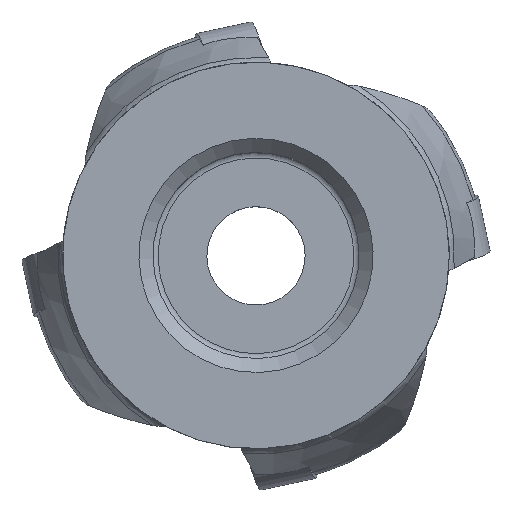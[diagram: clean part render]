
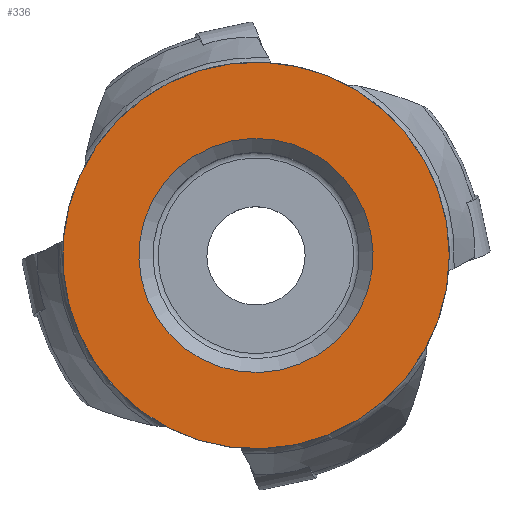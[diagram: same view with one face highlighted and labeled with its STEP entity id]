
A CAD part, top view. The second image highlights one B-rep face of the part: STEP entity #336.
In plain terms, the highlighted planar face has unit normal (0, 0, 1).
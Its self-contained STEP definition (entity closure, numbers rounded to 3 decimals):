
#153=FACE_BOUND('',#507,.T.);
#154=FACE_BOUND('',#508,.T.);
#184=PLANE('',#1612);
#336=ADVANCED_FACE('',(#153,#154),#184,.T.);
#507=EDGE_LOOP('',(#862));
#508=EDGE_LOOP('',(#863));
#580=CIRCLE('',#1579,20.65);
#585=CIRCLE('',#1590,12.505);
#862=ORIENTED_EDGE('',*,*,#1280,.F.);
#863=ORIENTED_EDGE('',*,*,#1285,.F.);
#1099=VERTEX_POINT('',#2753);
#1104=VERTEX_POINT('',#2769);
#1280=EDGE_CURVE('',#1099,#1099,#580,.T.);
#1285=EDGE_CURVE('',#1104,#1104,#585,.T.);
#1579=AXIS2_PLACEMENT_3D('',#2752,#1879,#1880);
#1590=AXIS2_PLACEMENT_3D('',#2768,#1901,#1902);
#1612=AXIS2_PLACEMENT_3D('',#2801,#1945,#1946);
#1879=DIRECTION('',(0.,0.,-1.));
#1880=DIRECTION('',(1.,0.,0.));
#1901=DIRECTION('',(0.,0.,1.));
#1902=DIRECTION('',(-0.208,0.978,0.));
#1945=DIRECTION('',(0.,0.,1.));
#1946=DIRECTION('',(-0.208,0.978,0.));
#2752=CARTESIAN_POINT('',(0.,0.,0.));
#2753=CARTESIAN_POINT('',(20.65,0.,0.));
#2768=CARTESIAN_POINT('',(0.,0.,0.));
#2769=CARTESIAN_POINT('',(-2.6,12.232,0.));
#2801=CARTESIAN_POINT('',(-20.65,0.,0.));
